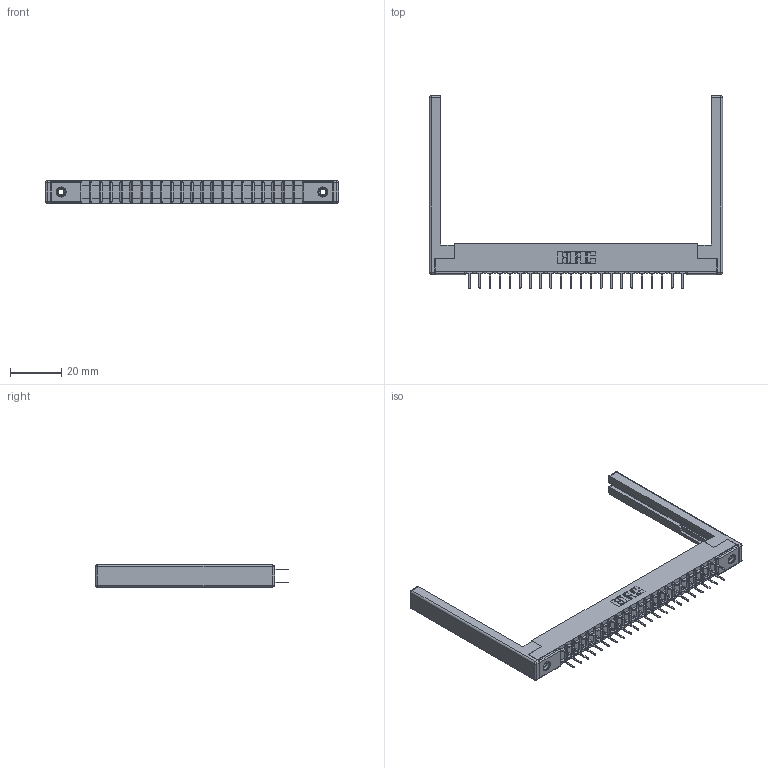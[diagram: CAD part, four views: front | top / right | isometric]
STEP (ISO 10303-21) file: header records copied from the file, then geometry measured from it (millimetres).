
FILE_DESCRIPTION (( 'STEP AP203' ), '1' );
FILE_NAME ('357-044-524-268.STEP', '2019-09-18T07:23:28', ( '' ), ( '' ), 'SwSTEP 2.0', 'SolidWorks 2016', '' );
FILE_SCHEMA (( 'CONFIG_CONTROL_DESIGN' ));
Length unit declared in the file: inch
Products named in the file (5): 345-250-001_345-250-001-102; 307 Part_.156 Dia Mounting Holes; 307-220-068; 307-290-001_524; 357-044-524-268
Assembly tree (49 placements, depth 2):
  357-044-524-268
    307 Part_.156 Dia Mounting Holes
    307-290-001_524  x44
    307-220-068  x2
    345-250-001_345-250-001-102  x2
Bounding box: 114.6 x 75.39 x 8.71 mm (x, y, z)
Volume: 12043.6 mm3; surface area: 17184.2 mm2
Topology: 49 solids, 49 shells, 2319 faces, 6433 edges, 4146 vertices
Faces by surface type: plane 1522, cylinder 727, sphere 54, cone 12, torus 4
Entity records: 24757 total; most frequent: CARTESIAN_POINT 4031, ORIENTED_EDGE 3984, DIRECTION 3972, EDGE_CURVE 1992, VECTOR 1518, LINE 1518, VERTEX_POINT 1286, AXIS2_PLACEMENT_3D 1227
